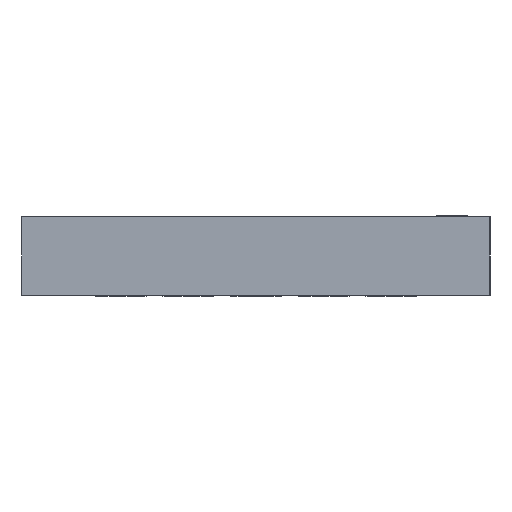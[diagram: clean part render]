
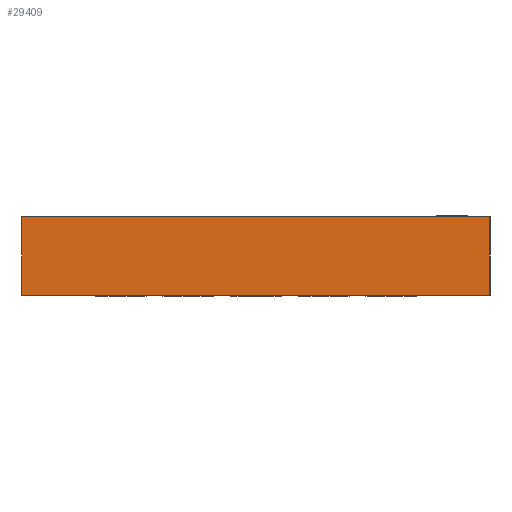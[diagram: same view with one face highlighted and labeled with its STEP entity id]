
A CAD part, left-side view. The second image highlights one B-rep face of the part: STEP entity #29409.
In plain terms, the highlighted planar face has unit normal (-1, 0, 0).
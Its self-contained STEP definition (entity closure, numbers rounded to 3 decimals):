
#4051 = ORIENTED_EDGE ( 'NONE', *, *, #30075, .T. ) ;
#4329 = EDGE_CURVE ( 'NONE', #24827, #9539, #5671, .T. ) ;
#4882 = LINE ( 'NONE', #14881, #26066 ) ;
#5671 = LINE ( 'NONE', #13019, #26469 ) ;
#5683 = DIRECTION ( 'NONE',  ( 0., -1., 0. ) ) ;
#6937 = PLANE ( 'NONE',  #28173 ) ;
#6955 = ORIENTED_EDGE ( 'NONE', *, *, #4329, .F. ) ;
#7146 = EDGE_CURVE ( 'NONE', #7349, #24662, #4882, .T. ) ;
#7349 = VERTEX_POINT ( 'NONE', #32186 ) ;
#7449 = CARTESIAN_POINT ( 'NONE',  ( -5.25, -4.15, 1.4 ) ) ;
#8915 = DIRECTION ( 'NONE',  ( 0., 0., -1. ) ) ;
#9106 = ORIENTED_EDGE ( 'NONE', *, *, #7146, .T. ) ;
#9539 = VERTEX_POINT ( 'NONE', #27895 ) ;
#11515 = DIRECTION ( 'NONE',  ( 1., 0., 0. ) ) ;
#13019 = CARTESIAN_POINT ( 'NONE',  ( -5.25, -4.15, 1.4 ) ) ;
#13842 = LINE ( 'NONE', #18481, #31388 ) ;
#14881 = CARTESIAN_POINT ( 'NONE',  ( -5.25, 4.15, 1.4 ) ) ;
#15450 = VECTOR ( 'NONE', #5683, 1000. ) ;
#18481 = CARTESIAN_POINT ( 'NONE',  ( -5.25, -4.15, 0. ) ) ;
#18644 = DIRECTION ( 'NONE',  ( 0., 0., -1. ) ) ;
#19247 = EDGE_CURVE ( 'NONE', #7349, #24827, #20933, .T. ) ;
#19382 = EDGE_LOOP ( 'NONE', ( #4051, #6955, #25700, #9106 ) ) ;
#20933 = LINE ( 'NONE', #23685, #15450 ) ;
#22181 = CARTESIAN_POINT ( 'NONE',  ( -5.25, -4.15, 1.4 ) ) ;
#23523 = DIRECTION ( 'NONE',  ( 0., -1., 0. ) ) ;
#23685 = CARTESIAN_POINT ( 'NONE',  ( -5.25, -4.15, 1.4 ) ) ;
#24662 = VERTEX_POINT ( 'NONE', #28120 ) ;
#24827 = VERTEX_POINT ( 'NONE', #7449 ) ;
#25700 = ORIENTED_EDGE ( 'NONE', *, *, #19247, .F. ) ;
#26066 = VECTOR ( 'NONE', #30406, 1000. ) ;
#26469 = VECTOR ( 'NONE', #18644, 1000. ) ;
#27895 = CARTESIAN_POINT ( 'NONE',  ( -5.25, -4.15, 0. ) ) ;
#28120 = CARTESIAN_POINT ( 'NONE',  ( -5.25, 4.15, 0. ) ) ;
#28173 = AXIS2_PLACEMENT_3D ( 'NONE', #22181, #11515, #8915 ) ;
#29409 = ADVANCED_FACE ( 'NONE', ( #31511 ), #6937, .F. ) ;
#30075 = EDGE_CURVE ( 'NONE', #24662, #9539, #13842, .T. ) ;
#30406 = DIRECTION ( 'NONE',  ( 0., 0., -1. ) ) ;
#31388 = VECTOR ( 'NONE', #23523, 1000. ) ;
#31511 = FACE_OUTER_BOUND ( 'NONE', #19382, .T. ) ;
#32186 = CARTESIAN_POINT ( 'NONE',  ( -5.25, 4.15, 1.4 ) ) ;
